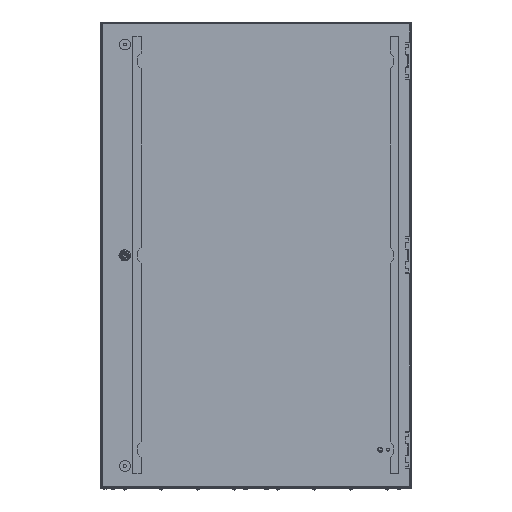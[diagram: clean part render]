
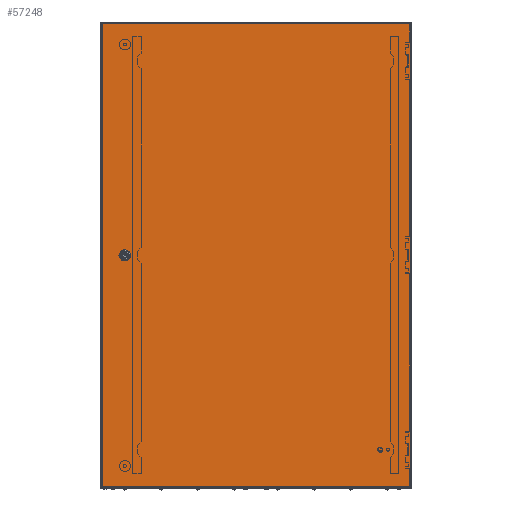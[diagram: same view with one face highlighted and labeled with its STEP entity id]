
A CAD part, top view. The second image highlights one B-rep face of the part: STEP entity #57248.
In plain terms, the highlighted planar face has unit normal (0, 0, 1).
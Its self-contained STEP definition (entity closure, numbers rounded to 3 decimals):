
#1421 = ORIENTED_EDGE ( 'NONE', *, *, #67010, .T. ) ;
#1909 = CIRCLE ( 'NONE', #74740, 11.25 ) ;
#2667 = ORIENTED_EDGE ( 'NONE', *, *, #13378, .F. ) ;
#3749 = AXIS2_PLACEMENT_3D ( 'NONE', #68180, #14523, #28395 ) ;
#3840 = EDGE_CURVE ( 'NONE', #72168, #63800, #39758, .T. ) ;
#3964 = DIRECTION ( 'NONE',  ( 1., 0., 0. ) ) ;
#4297 = CARTESIAN_POINT ( 'NONE',  ( 72.92, 594.944, 17. ) ) ;
#6027 = LINE ( 'NONE', #46225, #48213 ) ;
#6228 = LINE ( 'NONE', #40119, #56471 ) ;
#6258 = CARTESIAN_POINT ( 'NONE',  ( 67.926, 589.95, 17. ) ) ;
#6301 = CARTESIAN_POINT ( 'NONE',  ( 796.87, 1197., 17. ) ) ;
#9421 = EDGE_CURVE ( 'NONE', #17682, #62570, #73532, .T. ) ;
#9766 = CARTESIAN_POINT ( 'NONE',  ( 52.82, 605.056, 17. ) ) ;
#10527 = CARTESIAN_POINT ( 'NONE',  ( 57.814, 589.95, 17. ) ) ;
#11287 = VERTEX_POINT ( 'NONE', #75128 ) ;
#11378 = CARTESIAN_POINT ( 'NONE',  ( 2.87, 1197., 17. ) ) ;
#11602 = AXIS2_PLACEMENT_3D ( 'NONE', #28816, #83375, #49365 ) ;
#12265 = VECTOR ( 'NONE', #56028, 1000. ) ;
#13378 = EDGE_CURVE ( 'NONE', #62570, #70152, #32710, .T. ) ;
#13461 = EDGE_CURVE ( 'NONE', #63800, #69181, #15479, .T. ) ;
#14523 = DIRECTION ( 'NONE',  ( 0., 0., 1. ) ) ;
#15194 = CARTESIAN_POINT ( 'NONE',  ( 796.87, 3., 17. ) ) ;
#15479 = LINE ( 'NONE', #22610, #28501 ) ;
#17631 = CARTESIAN_POINT ( 'NONE',  ( 67.926, 589.95, 17. ) ) ;
#17682 = VERTEX_POINT ( 'NONE', #60847 ) ;
#17692 = VECTOR ( 'NONE', #80119, 1000. ) ;
#18090 = EDGE_CURVE ( 'NONE', #77161, #66098, #45574, .T. ) ;
#19071 = ORIENTED_EDGE ( 'NONE', *, *, #9421, .F. ) ;
#22610 = CARTESIAN_POINT ( 'NONE',  ( 2.87, 1197., 17. ) ) ;
#24951 = DIRECTION ( 'NONE',  ( 0., 0., 1. ) ) ;
#27501 = ORIENTED_EDGE ( 'NONE', *, *, #33565, .F. ) ;
#28395 = DIRECTION ( 'NONE',  ( 1., 0., 0. ) ) ;
#28501 = VECTOR ( 'NONE', #78531, 1000. ) ;
#28816 = CARTESIAN_POINT ( 'NONE',  ( 62.87, 600., 17. ) ) ;
#29322 = ORIENTED_EDGE ( 'NONE', *, *, #18090, .F. ) ;
#29464 = CARTESIAN_POINT ( 'NONE',  ( 52.82, 594.944, 17. ) ) ;
#30278 = VERTEX_POINT ( 'NONE', #29464 ) ;
#30678 = VERTEX_POINT ( 'NONE', #4297 ) ;
#32710 = CIRCLE ( 'NONE', #44092, 11.25 ) ;
#32774 = CARTESIAN_POINT ( 'NONE',  ( 796.87, 1197., 17. ) ) ;
#33207 = ORIENTED_EDGE ( 'NONE', *, *, #37505, .T. ) ;
#33552 = DIRECTION ( 'NONE',  ( 0., 1., 0. ) ) ;
#33565 = EDGE_CURVE ( 'NONE', #66098, #30678, #1909, .T. ) ;
#36107 = CARTESIAN_POINT ( 'NONE',  ( 57.814, 610.05, 17. ) ) ;
#36890 = CARTESIAN_POINT ( 'NONE',  ( 72.92, 605.056, 17. ) ) ;
#37505 = EDGE_CURVE ( 'NONE', #69181, #11287, #6228, .T. ) ;
#39675 = PLANE ( 'NONE',  #70559 ) ;
#39758 = LINE ( 'NONE', #6301, #51616 ) ;
#40119 = CARTESIAN_POINT ( 'NONE',  ( 2.87, 1197., 17. ) ) ;
#42218 = CIRCLE ( 'NONE', #3749, 11.25 ) ;
#44092 = AXIS2_PLACEMENT_3D ( 'NONE', #57891, #83908, #57010 ) ;
#44408 = EDGE_LOOP ( 'NONE', ( #63822, #53025, #27501, #29322, #68402, #59023, #2667, #19071 ) ) ;
#45574 = LINE ( 'NONE', #6258, #81892 ) ;
#45650 = LINE ( 'NONE', #72033, #17692 ) ;
#46128 = EDGE_CURVE ( 'NONE', #30678, #71518, #6027, .T. ) ;
#46225 = CARTESIAN_POINT ( 'NONE',  ( 72.92, 594.944, 17. ) ) ;
#47341 = DIRECTION ( 'NONE',  ( 1., 0., 0. ) ) ;
#48213 = VECTOR ( 'NONE', #67198, 1000. ) ;
#49365 = DIRECTION ( 'NONE',  ( 1., 0., 0. ) ) ;
#51616 = VECTOR ( 'NONE', #33552, 1000. ) ;
#51866 = EDGE_LOOP ( 'NONE', ( #33207, #1421, #64469, #85958 ) ) ;
#53025 = ORIENTED_EDGE ( 'NONE', *, *, #46128, .F. ) ;
#55216 = EDGE_CURVE ( 'NONE', #71518, #17682, #77358, .T. ) ;
#56028 = DIRECTION ( 'NONE',  ( -1., 0., 0. ) ) ;
#56471 = VECTOR ( 'NONE', #80008, 1000. ) ;
#57010 = DIRECTION ( 'NONE',  ( 1., 0., 0. ) ) ;
#57248 = ADVANCED_FACE ( 'NONE', ( #68296, #80896 ), #39675, .T. ) ;
#57891 = CARTESIAN_POINT ( 'NONE',  ( 62.87, 600., 17. ) ) ;
#59023 = ORIENTED_EDGE ( 'NONE', *, *, #88450, .F. ) ;
#60847 = CARTESIAN_POINT ( 'NONE',  ( 67.926, 610.05, 17. ) ) ;
#62570 = VERTEX_POINT ( 'NONE', #36107 ) ;
#63591 = CARTESIAN_POINT ( 'NONE',  ( 67.926, 610.05, 17. ) ) ;
#63800 = VERTEX_POINT ( 'NONE', #32774 ) ;
#63822 = ORIENTED_EDGE ( 'NONE', *, *, #55216, .F. ) ;
#64082 = DIRECTION ( 'NONE',  ( 0., -1., 0. ) ) ;
#64469 = ORIENTED_EDGE ( 'NONE', *, *, #3840, .T. ) ;
#66098 = VERTEX_POINT ( 'NONE', #17631 ) ;
#67010 = EDGE_CURVE ( 'NONE', #11287, #72168, #45650, .T. ) ;
#67198 = DIRECTION ( 'NONE',  ( 0., 1., 0. ) ) ;
#68180 = CARTESIAN_POINT ( 'NONE',  ( 62.87, 600., 17. ) ) ;
#68296 = FACE_BOUND ( 'NONE', #44408, .T. ) ;
#68402 = ORIENTED_EDGE ( 'NONE', *, *, #88346, .F. ) ;
#69181 = VERTEX_POINT ( 'NONE', #11378 ) ;
#70152 = VERTEX_POINT ( 'NONE', #9766 ) ;
#70559 = AXIS2_PLACEMENT_3D ( 'NONE', #74173, #80461, #75063 ) ;
#71518 = VERTEX_POINT ( 'NONE', #36890 ) ;
#72033 = CARTESIAN_POINT ( 'NONE',  ( 2.87, 3., 17. ) ) ;
#72168 = VERTEX_POINT ( 'NONE', #15194 ) ;
#73208 = CARTESIAN_POINT ( 'NONE',  ( 62.87, 600., 17. ) ) ;
#73532 = LINE ( 'NONE', #63591, #12265 ) ;
#74173 = CARTESIAN_POINT ( 'NONE',  ( 0., 0., 17. ) ) ;
#74740 = AXIS2_PLACEMENT_3D ( 'NONE', #73208, #24951, #3964 ) ;
#75063 = DIRECTION ( 'NONE',  ( 1., 0., 0. ) ) ;
#75128 = CARTESIAN_POINT ( 'NONE',  ( 2.87, 3., 17. ) ) ;
#77161 = VERTEX_POINT ( 'NONE', #10527 ) ;
#77358 = CIRCLE ( 'NONE', #11602, 11.25 ) ;
#77569 = LINE ( 'NONE', #85597, #86602 ) ;
#78531 = DIRECTION ( 'NONE',  ( -1., 0., 0. ) ) ;
#80008 = DIRECTION ( 'NONE',  ( 0., -1., 0. ) ) ;
#80119 = DIRECTION ( 'NONE',  ( 1., 0., 0. ) ) ;
#80461 = DIRECTION ( 'NONE',  ( 0., 0., 1. ) ) ;
#80896 = FACE_OUTER_BOUND ( 'NONE', #51866, .T. ) ;
#81892 = VECTOR ( 'NONE', #47341, 1000. ) ;
#83375 = DIRECTION ( 'NONE',  ( 0., 0., 1. ) ) ;
#83908 = DIRECTION ( 'NONE',  ( 0., 0., 1. ) ) ;
#85597 = CARTESIAN_POINT ( 'NONE',  ( 52.82, 594.944, 17. ) ) ;
#85958 = ORIENTED_EDGE ( 'NONE', *, *, #13461, .T. ) ;
#86602 = VECTOR ( 'NONE', #64082, 1000. ) ;
#88346 = EDGE_CURVE ( 'NONE', #30278, #77161, #42218, .T. ) ;
#88450 = EDGE_CURVE ( 'NONE', #70152, #30278, #77569, .T. ) ;
